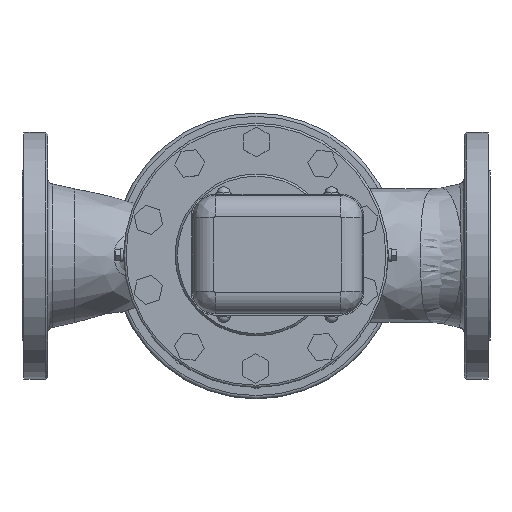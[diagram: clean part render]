
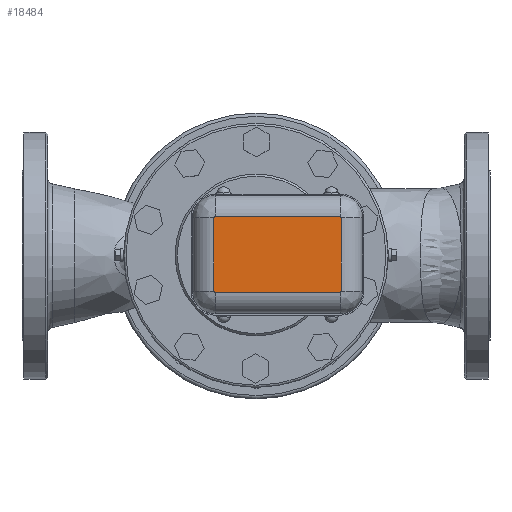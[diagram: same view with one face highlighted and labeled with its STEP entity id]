
A CAD part, top view. The second image highlights one B-rep face of the part: STEP entity #18484.
In plain terms, the highlighted planar face has unit normal (0, 0, 1).
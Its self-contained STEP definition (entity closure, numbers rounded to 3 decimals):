
#901=PLANE('',#19757);
#1567=LINE('',#31708,#3010);
#1570=LINE('',#31715,#3013);
#1571=LINE('',#31748,#3014);
#1574=LINE('',#31755,#3017);
#3010=VECTOR('',#22004,116.);
#3013=VECTOR('',#22011,68.);
#3014=VECTOR('',#22028,68.);
#3017=VECTOR('',#22035,116.);
#4493=FACE_OUTER_BOUND('',#5747,.T.);
#5747=EDGE_LOOP('',(#13442,#13443,#13444,#13445,#13446,#13447,#13448,#13449));
#7164=CIRCLE('',#19732,1.);
#7170=CIRCLE('',#19740,1.);
#7174=CIRCLE('',#19744,1.);
#7178=CIRCLE('',#19750,1.);
#8541=VERTEX_POINT('',#31697);
#8542=VERTEX_POINT('',#31699);
#8545=VERTEX_POINT('',#31706);
#8546=VERTEX_POINT('',#31711);
#8549=VERTEX_POINT('',#31726);
#8550=VERTEX_POINT('',#31739);
#8553=VERTEX_POINT('',#31746);
#8554=VERTEX_POINT('',#31751);
#10429=EDGE_CURVE('',#8541,#8542,#7164,.T.);
#10433=EDGE_CURVE('',#8545,#8541,#1567,.T.);
#10437=EDGE_CURVE('',#8542,#8546,#1570,.T.);
#10439=EDGE_CURVE('',#8549,#8545,#7170,.T.);
#10443=EDGE_CURVE('',#8546,#8550,#7174,.T.);
#10445=EDGE_CURVE('',#8553,#8549,#1571,.T.);
#10449=EDGE_CURVE('',#8550,#8554,#1574,.T.);
#10451=EDGE_CURVE('',#8554,#8553,#7178,.T.);
#13442=ORIENTED_EDGE('',*,*,#10429,.F.);
#13443=ORIENTED_EDGE('',*,*,#10433,.F.);
#13444=ORIENTED_EDGE('',*,*,#10439,.F.);
#13445=ORIENTED_EDGE('',*,*,#10445,.F.);
#13446=ORIENTED_EDGE('',*,*,#10451,.F.);
#13447=ORIENTED_EDGE('',*,*,#10449,.F.);
#13448=ORIENTED_EDGE('',*,*,#10443,.F.);
#13449=ORIENTED_EDGE('',*,*,#10437,.F.);
#18484=ADVANCED_FACE('',(#4493),#901,.T.);
#19732=AXIS2_PLACEMENT_3D('',#31700,#21994,#21995);
#19740=AXIS2_PLACEMENT_3D('',#31728,#22014,#22015);
#19744=AXIS2_PLACEMENT_3D('',#31743,#22022,#22023);
#19750=AXIS2_PLACEMENT_3D('',#31766,#22038,#22039);
#19757=AXIS2_PLACEMENT_3D('',#31785,#22059,#22060);
#21994=DIRECTION('center_axis',(0.,0.,
-1.));
#21995=DIRECTION('ref_axis',(-0.707,-0.707,0.));
#22004=DIRECTION('',(-1.,0.,0.));
#22011=DIRECTION('',(0.,1.,0.));
#22014=DIRECTION('center_axis',(0.,0.,
-1.));
#22015=DIRECTION('ref_axis',(0.707,-0.707,0.));
#22022=DIRECTION('center_axis',(0.,0.,
-1.));
#22023=DIRECTION('ref_axis',(-0.707,0.707,0.));
#22028=DIRECTION('',(0.,-1.,0.));
#22035=DIRECTION('',(1.,0.,0.));
#22038=DIRECTION('center_axis',(0.,0.,
-1.));
#22039=DIRECTION('ref_axis',(0.707,0.707,0.));
#22059=DIRECTION('center_axis',(0.,0.,
1.));
#22060=DIRECTION('ref_axis',(1.,0.,0.));
#31697=CARTESIAN_POINT('',(-38.,-35.,675.));
#31699=CARTESIAN_POINT('',(-39.,-34.,675.));
#31700=CARTESIAN_POINT('Origin',(-38.,-34.,675.));
#31706=CARTESIAN_POINT('',(78.,-35.,675.));
#31708=CARTESIAN_POINT('',(49.,-35.,675.));
#31711=CARTESIAN_POINT('',(-39.,34.,675.));
#31715=CARTESIAN_POINT('',(-39.,-17.,675.));
#31726=CARTESIAN_POINT('',(79.,-34.,675.));
#31728=CARTESIAN_POINT('Origin',(78.,-34.,675.));
#31739=CARTESIAN_POINT('',(-38.,35.,675.));
#31743=CARTESIAN_POINT('Origin',(-38.,34.,675.));
#31746=CARTESIAN_POINT('',(79.,34.,675.));
#31748=CARTESIAN_POINT('',(79.,17.,675.));
#31751=CARTESIAN_POINT('',(78.,35.,675.));
#31755=CARTESIAN_POINT('',(-9.,35.,675.));
#31766=CARTESIAN_POINT('Origin',(78.,34.,675.));
#31785=CARTESIAN_POINT('Origin',(20.,0.,675.));
